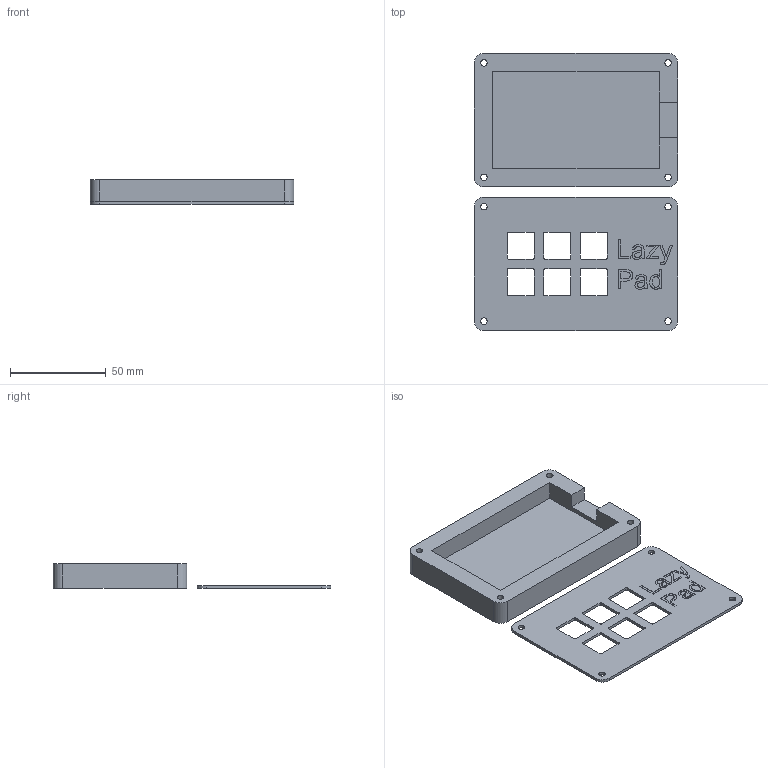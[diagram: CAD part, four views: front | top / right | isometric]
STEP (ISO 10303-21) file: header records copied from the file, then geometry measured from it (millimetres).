
FILE_DESCRIPTION(/* description */ (''),/* implementation_level */ '2;1');
FILE_NAME(/* name */ '6fe8e583-d7cb-45fb-8221-745ec7de12e4.stp',/* time_stamp */ '2025-06-23T12:19:31Z',/* author */ (''),/* organization */ (''),/* preprocessor_version */ 'ST-DEVELOPER v20.1',/* originating_system */ 'Autodesk Translation Framework v14.10.0.0',/* authorisation */ '');
FILE_SCHEMA (('AUTOMOTIVE_DESIGN { 1 0 10303 214 3 1 1 }'));
Length unit declared in the file: millimetre
Products named in the file (2): LazyPad; Top-Cover v1
Assembly tree (1 placements, depth 2):
  LazyPad
    Top-Cover v1
Bounding box: 106 x 144.7 x 13 mm (x, y, z)
Volume: 58829.9 mm3; surface area: 35839.3 mm2
Topology: 2 solids, 2 shells, 255 faces, 708 edges, 472 vertices
Faces by surface type: bspline 107, plane 104, cylinder 44
Full cylindrical faces by diameter (mm): 3.4 x8, 6 x4
Entity records: 9250 total; most frequent: CARTESIAN_POINT 3257, ORIENTED_EDGE 1416, DIRECTION 884, EDGE_CURVE 708, VERTEX_POINT 472, LINE 406, VECTOR 406, EDGE_LOOP 298
